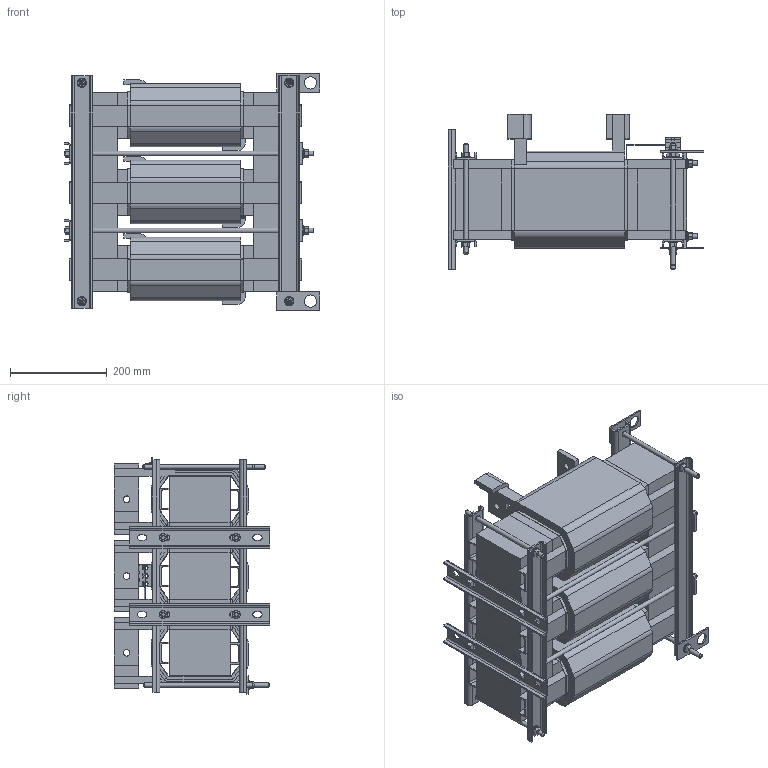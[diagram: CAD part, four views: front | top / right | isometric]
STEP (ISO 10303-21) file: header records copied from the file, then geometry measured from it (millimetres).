
FILE_DESCRIPTION(/* description */ (''),/* implementation_level */ '2;1');
FILE_NAME(/* name */ 'KTRMG600A.stp',/* time_stamp */ '2020-08-03T09:07:26-05:00',/* author */ ('jnelson'),/* organization */ (''),/* preprocessor_version */ 'ST-DEVELOPER v17',/* originating_system */ 'Autodesk Inventor 2019',/* authorisation */ '');
FILE_SCHEMA (('AUTOMOTIVE_DESIGN { 1 0 10303 214 3 1 1 }'));
Length unit declared in the file: inch
Products named in the file (28): KTRMG600A; 24163; 25684; 22875; 25938; 22690; 22689; 14821; 31642; 31003 - Bracket; 22558; 12198; 12561; 15309; 30097- LARGE  BLANK  (REACTOR); 20783; 11626 AND 1509; 1509; 11626; 29477-KTRMG362AMSX1; 28453; 28453_1; 11923insert-hex head; 11923-1; 11923-HEX SCREW; 14331 WIRING KTRMG362AMS; 14331 WIRING KTRMG362AMS Short Bend; 31615
Assembly tree (72 placements, depth 4):
  KTRMG600A
    22875  x2
    24163  x3
    25684  x2
    25938  x4
    22690  x2
    22689  x2
    14821  x4
    31642
      22558
      31003 - Bracket
    22558  x3
    12198  x2
    12561  x2
    15309  x2
    11626  x4
    30097- LARGE  BLANK  (REACTOR)
    20783  x6
    11626 AND 1509  x14
      1509
      11626
    29477-KTRMG362AMSX1
    28453
      28453_1
      11923insert-hex head  x3
        11923-1
        11923-HEX SCREW
    14331 WIRING KTRMG362AMS  x2
    14331 WIRING KTRMG362AMS Short Bend  x2
    31615
Bounding box: 527.94 x 321.08 x 488.95 mm (x, y, z)
Volume: 28704460.9 mm3; surface area: 4508782.9 mm2
Topology: 92 solids, 92 shells, 3827 faces, 10231 edges, 6603 vertices
Faces by surface type: plane 1806, cylinder 1741, bspline 214, cone 62, sphere 4
Full cylindrical faces by diameter (mm): 1.524 x10, 4.166 x2, 4.496 x3, 4.724 x2, 5.172 x30, 5.436 x2, 5.602 x4, 6.35 x30, 6.564 x4, 6.604 x6, 7.01 x6, 7.798 x18, 9.267 x4, 9.525 x22, 9.652 x2, 13.462 x6, 19.05 x14, 25.4 x2
Entity records: 43253 total; most frequent: CARTESIAN_POINT 11743, ORIENTED_EDGE 6602, DIRECTION 5734, EDGE_CURVE 3301, LINE 2240, VECTOR 2240, VERTEX_POINT 2163, AXIS2_PLACEMENT_3D 1747
